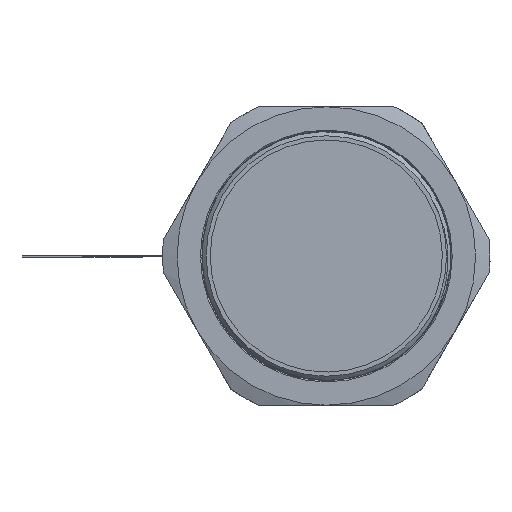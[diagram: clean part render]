
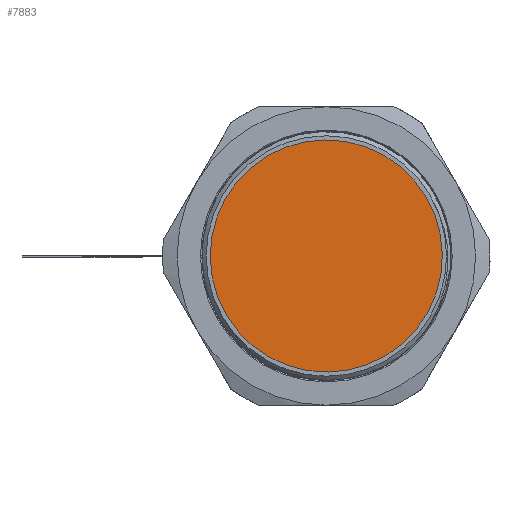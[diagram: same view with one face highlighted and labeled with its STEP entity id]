
A CAD part, left-side view. The second image highlights one B-rep face of the part: STEP entity #7883.
In plain terms, the highlighted planar face has unit normal (-1, 0, 0).
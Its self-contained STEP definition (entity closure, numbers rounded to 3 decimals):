
#2249=ORIENTED_EDGE('',*,*,#4003,.T.);
#4003=EDGE_CURVE('',#4935,#4935,#5544,.T.);
#4935=VERTEX_POINT('',#15245);
#5544=CIRCLE('',#9386,14.);
#6036=EDGE_LOOP('',(#2249));
#6829=FACE_BOUND('',#6036,.T.);
#7547=PLANE('',#9385);
#7883=ADVANCED_FACE('',(#6829),#7547,.T.);
#9385=AXIS2_PLACEMENT_3D('',#15243,#10764,#10765);
#9386=AXIS2_PLACEMENT_3D('',#15244,#10766,#10767);
#10764=DIRECTION('',(-1.,0.,0.));
#10765=DIRECTION('',(0.,0.,1.));
#10766=DIRECTION('',(-1.,0.,0.));
#10767=DIRECTION('',(0.,0.,1.));
#15243=CARTESIAN_POINT('',(0.,0.,0.));
#15244=CARTESIAN_POINT('',(0.,0.,0.));
#15245=CARTESIAN_POINT('',(0.,0.,14.));
